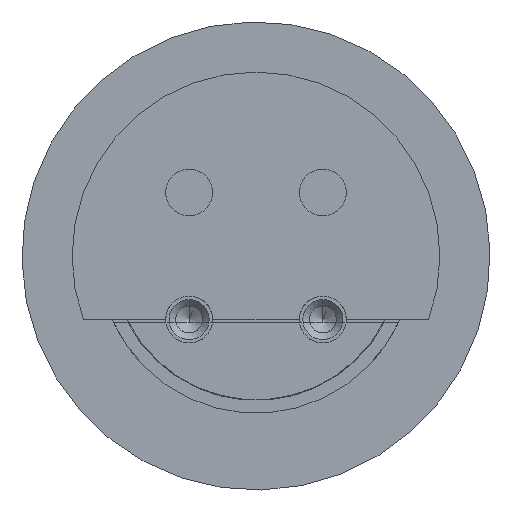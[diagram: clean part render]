
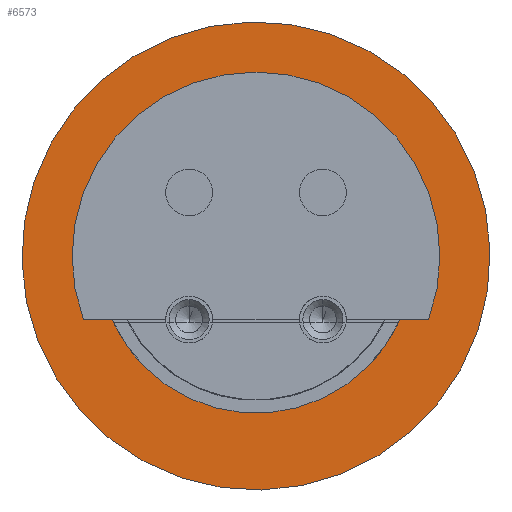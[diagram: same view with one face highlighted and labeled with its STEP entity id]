
A CAD part, front view. The second image highlights one B-rep face of the part: STEP entity #6573.
In plain terms, the highlighted planar face has unit normal (0, -1, 0).
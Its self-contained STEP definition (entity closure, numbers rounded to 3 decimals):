
#178 = VERTEX_POINT ( 'NONE', #2707 ) ;
#202 = DIRECTION ( 'NONE',  ( 1., 0., 0. ) ) ;
#310 = AXIS2_PLACEMENT_3D ( 'NONE', #1923, #2975, #794 ) ;
#356 = AXIS2_PLACEMENT_3D ( 'NONE', #4124, #1245, #6410 ) ;
#398 = CIRCLE ( 'NONE', #6187, 2.35 ) ;
#570 = CARTESIAN_POINT ( 'NONE',  ( 2.127, 0.5, -1. ) ) ;
#576 = VECTOR ( 'NONE', #1620, 1000. ) ;
#675 = AXIS2_PLACEMENT_3D ( 'NONE', #1748, #1354, #5355 ) ;
#759 = PLANE ( 'NONE',  #310 ) ;
#775 = EDGE_CURVE ( 'Defeature ausgef�hrt8_49+Defeature ausgef�hrt8_65+Defeature ausgef�hrt8_50+Defeature ausgef�hrt8_45', #1667, #6236, #6429, .T. ) ;
#789 = ORIENTED_EDGE ( 'NONE', *, *, #3188, .T. ) ;
#794 = DIRECTION ( 'NONE',  ( 0.149, 0., 0.989 ) ) ;
#850 = AXIS2_PLACEMENT_3D ( 'NONE', #5809, #1869, #1273 ) ;
#893 = CARTESIAN_POINT ( 'NONE',  ( 0.522, 0.5, 3.461 ) ) ;
#937 = ORIENTED_EDGE ( 'NONE', *, *, #6564, .T. ) ;
#1068 = ORIENTED_EDGE ( 'NONE', *, *, #4217, .F. ) ;
#1092 = EDGE_CURVE ( 'Defeature ausgef�hrt8_49+Defeature ausgef�hrt8_68+Defeature ausgef�hrt8_45+Defeature ausgef�hrt8_48', #5334, #4675, #3125, .T. ) ;
#1108 = DIRECTION ( 'NONE',  ( 0., 0., -1. ) ) ;
#1245 = DIRECTION ( 'NONE',  ( 0., -1., 0. ) ) ;
#1273 = DIRECTION ( 'NONE',  ( -0.149, 0., -0.989 ) ) ;
#1354 = DIRECTION ( 'NONE',  ( 0., 1., 0. ) ) ;
#1569 = ORIENTED_EDGE ( 'NONE', *, *, #775, .T. ) ;
#1581 = ORIENTED_EDGE ( 'NONE', *, *, #4223, .F. ) ;
#1620 = DIRECTION ( 'NONE',  ( 1., 0., 0. ) ) ;
#1667 = VERTEX_POINT ( 'NONE', #2773 ) ;
#1748 = CARTESIAN_POINT ( 'NONE',  ( 0., 0.5, 0. ) ) ;
#1869 = DIRECTION ( 'NONE',  ( 0., -1., 0. ) ) ;
#1923 = CARTESIAN_POINT ( 'NONE',  ( 3.461, 0.5, -0.522 ) ) ;
#2122 = ORIENTED_EDGE ( 'NONE', *, *, #4564, .T. ) ;
#2205 = VECTOR ( 'NONE', #202, 1000. ) ;
#2292 = VERTEX_POINT ( 'NONE', #893 ) ;
#2707 = CARTESIAN_POINT ( 'NONE',  ( 2.581, 0.5, -0.95 ) ) ;
#2773 = CARTESIAN_POINT ( 'NONE',  ( 2.149, 0.5, -0.95 ) ) ;
#2975 = DIRECTION ( 'NONE',  ( 0., 1., 0. ) ) ;
#2979 = CARTESIAN_POINT ( 'NONE',  ( 0., 0.5, 0. ) ) ;
#3005 = CARTESIAN_POINT ( 'NONE',  ( 0., 0.5, 0. ) ) ;
#3125 = CIRCLE ( 'NONE', #4545, 2.35 ) ;
#3188 = EDGE_CURVE ( 'Defeature ausgef�hrt8_49+Defeature ausgef�hrt8_43+Defeature ausgef�hrt8_43+Defeature ausgef�hrt8_43', #2292, #4616, #5154, .T. ) ;
#3364 = EDGE_LOOP ( 'NONE', ( #2122, #789 ) ) ;
#3628 = DIRECTION ( 'NONE',  ( 0., 1., 0. ) ) ;
#3891 = CIRCLE ( 'NONE', #6731, 2.75 ) ;
#4124 = CARTESIAN_POINT ( 'NONE',  ( 0., 0.5, 0. ) ) ;
#4195 = DIRECTION ( 'NONE',  ( 0., 0., 1. ) ) ;
#4217 = EDGE_CURVE ( 'Defeature ausgef�hrt8_44+Defeature ausgef�hrt8_49+Defeature ausgef�hrt8_50+Defeature ausgef�hrt8_48', #178, #5592, #3891, .T. ) ;
#4223 = EDGE_CURVE ( 'Defeature ausgef�hrt8_50+Defeature ausgef�hrt8_49+Defeature ausgef�hrt8_65+Defeature ausgef�hrt8_44', #1667, #178, #5407, .T. ) ;
#4545 = AXIS2_PLACEMENT_3D ( 'NONE', #6917, #5081, #1108 ) ;
#4564 = EDGE_CURVE ( 'Defeature ausgef�hrt8_49+Defeature ausgef�hrt8_43+Defeature ausgef�hrt8_43+Defeature ausgef�hrt8_43', #4616, #2292, #7010, .T. ) ;
#4616 = VERTEX_POINT ( 'NONE', #5787 ) ;
#4675 = VERTEX_POINT ( 'NONE', #6459 ) ;
#4762 = FACE_BOUND ( 'NONE', #4767, .T. ) ;
#4767 = EDGE_LOOP ( 'NONE', ( #1569, #937, #5907, #5689, #1068, #1581 ) ) ;
#4768 = LINE ( 'NONE', #5048, #576 ) ;
#4832 = CARTESIAN_POINT ( 'NONE',  ( -2.581, 0.5, -0.95 ) ) ;
#5048 = CARTESIAN_POINT ( 'NONE',  ( -2.75, 0.5, -0.95 ) ) ;
#5064 = CARTESIAN_POINT ( 'NONE',  ( -2.127, 0.5, -1. ) ) ;
#5081 = DIRECTION ( 'NONE',  ( 0., 1., 0. ) ) ;
#5154 = CIRCLE ( 'NONE', #356, 3.5 ) ;
#5262 = DIRECTION ( 'NONE',  ( 0., 0., -1. ) ) ;
#5334 = VERTEX_POINT ( 'NONE', #5064 ) ;
#5355 = DIRECTION ( 'NONE',  ( 0., 0., -1. ) ) ;
#5407 = LINE ( 'NONE', #6450, #2205 ) ;
#5575 = FACE_OUTER_BOUND ( 'NONE', #3364, .T. ) ;
#5592 = VERTEX_POINT ( 'NONE', #4832 ) ;
#5689 = ORIENTED_EDGE ( 'NONE', *, *, #5849, .F. ) ;
#5787 = CARTESIAN_POINT ( 'NONE',  ( -0.522, 0.5, -3.461 ) ) ;
#5809 = CARTESIAN_POINT ( 'NONE',  ( 0., 0.5, 0. ) ) ;
#5846 = DIRECTION ( 'NONE',  ( 0., -1., 0. ) ) ;
#5849 = EDGE_CURVE ( 'Defeature ausgef�hrt8_48+Defeature ausgef�hrt8_49+Defeature ausgef�hrt8_44+Defeature ausgef�hrt8_68', #5592, #4675, #4768, .T. ) ;
#5907 = ORIENTED_EDGE ( 'NONE', *, *, #1092, .T. ) ;
#6187 = AXIS2_PLACEMENT_3D ( 'NONE', #3005, #3628, #4195 ) ;
#6236 = VERTEX_POINT ( 'NONE', #570 ) ;
#6410 = DIRECTION ( 'NONE',  ( -0.149, 0., -0.989 ) ) ;
#6429 = CIRCLE ( 'NONE', #675, 2.35 ) ;
#6450 = CARTESIAN_POINT ( 'NONE',  ( -2.75, 0.5, -0.95 ) ) ;
#6459 = CARTESIAN_POINT ( 'NONE',  ( -2.149, 0.5, -0.95 ) ) ;
#6564 = EDGE_CURVE ( 'Defeature ausgef�hrt8_49+Defeature ausgef�hrt8_45+Defeature ausgef�hrt8_65+Defeature ausgef�hrt8_68', #6236, #5334, #398, .T. ) ;
#6573 = ADVANCED_FACE ( 'Defeature ausgef�hrt8_49', ( #5575, #4762 ), #759, .F. ) ;
#6731 = AXIS2_PLACEMENT_3D ( 'NONE', #2979, #5846, #5262 ) ;
#6917 = CARTESIAN_POINT ( 'NONE',  ( 0., 0.5, 0. ) ) ;
#7010 = CIRCLE ( 'NONE', #850, 3.5 ) ;
